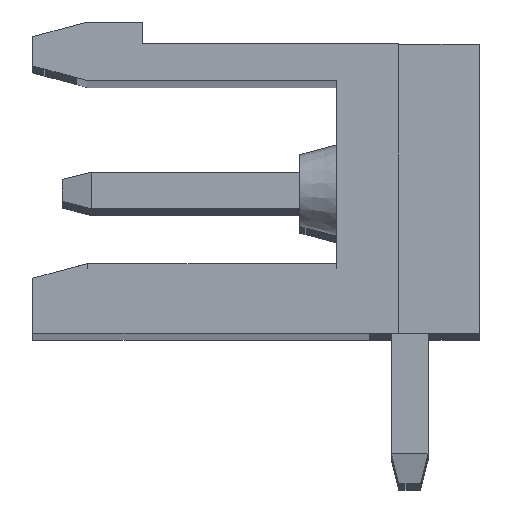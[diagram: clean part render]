
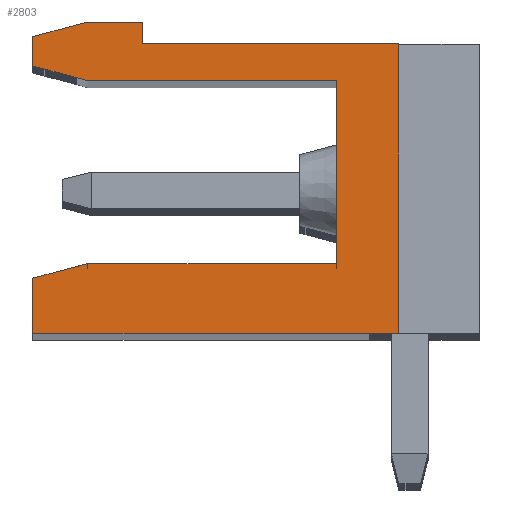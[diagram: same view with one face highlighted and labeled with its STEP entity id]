
A CAD part, top view. The second image highlights one B-rep face of the part: STEP entity #2803.
In plain terms, the highlighted planar face has unit normal (0, 0, 1).
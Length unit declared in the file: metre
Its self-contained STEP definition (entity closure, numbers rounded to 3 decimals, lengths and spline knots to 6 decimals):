
#2803=ADVANCED_FACE('',(#5972),#5973,.F.);
#5972=FACE_OUTER_BOUND('',#9510,.T.);
#5973=PLANE('',#9511);
#9510=EDGE_LOOP('',(#17602,#17603,#17604,#17605,#17606,#17607,#17608,#17609,#17610,#17611,#17612,#17613,#17614));
#9511=AXIS2_PLACEMENT_3D('',#17615,#17616,#17617);
#17602=ORIENTED_EDGE('',*,*,#23807,.T.);
#17603=ORIENTED_EDGE('',*,*,#23809,.T.);
#17604=ORIENTED_EDGE('',*,*,#23810,.T.);
#17605=ORIENTED_EDGE('',*,*,#23811,.T.);
#17606=ORIENTED_EDGE('',*,*,#23812,.T.);
#17607=ORIENTED_EDGE('',*,*,#23813,.T.);
#17608=ORIENTED_EDGE('',*,*,#23814,.T.);
#17609=ORIENTED_EDGE('',*,*,#23815,.F.);
#17610=ORIENTED_EDGE('',*,*,#23816,.F.);
#17611=ORIENTED_EDGE('',*,*,#23817,.F.);
#17612=ORIENTED_EDGE('',*,*,#23818,.F.);
#17613=ORIENTED_EDGE('',*,*,#23819,.F.);
#17614=ORIENTED_EDGE('',*,*,#23820,.T.);
#17615=CARTESIAN_POINT('',(-0.0037,0.0069,1.57824));
#17616=DIRECTION('',(0.0,0.0,-1.0));
#17617=DIRECTION('',(0.0,-1.0,0.0));
#23807=EDGE_CURVE('',#29191,#29266,#29268,.T.);
#23809=EDGE_CURVE('',#29266,#29270,#29271,.T.);
#23810=EDGE_CURVE('',#29270,#29272,#29273,.T.);
#23811=EDGE_CURVE('',#29272,#29274,#29275,.T.);
#23812=EDGE_CURVE('',#29274,#29276,#29277,.T.);
#23813=EDGE_CURVE('',#29276,#29278,#29279,.T.);
#23814=EDGE_CURVE('',#29278,#29280,#29281,.T.);
#23815=EDGE_CURVE('',#29282,#29280,#29283,.T.);
#23816=EDGE_CURVE('',#29284,#29282,#29285,.T.);
#23817=EDGE_CURVE('',#29286,#29284,#29287,.T.);
#23818=EDGE_CURVE('',#29288,#29286,#29289,.T.);
#23819=EDGE_CURVE('',#29290,#29288,#29291,.T.);
#23820=EDGE_CURVE('',#29290,#29191,#29292,.T.);
#29191=VERTEX_POINT('',#37125);
#29266=VERTEX_POINT('',#37242);
#29268=LINE('',#37245,#37246);
#29270=VERTEX_POINT('',#37248);
#29271=LINE('',#37249,#37250);
#29272=VERTEX_POINT('',#37251);
#29273=LINE('',#37252,#37253);
#29274=VERTEX_POINT('',#37254);
#29275=LINE('',#37255,#37256);
#29276=VERTEX_POINT('',#37257);
#29277=LINE('',#37258,#37259);
#29278=VERTEX_POINT('',#37260);
#29279=LINE('',#37261,#37262);
#29280=VERTEX_POINT('',#37263);
#29281=LINE('',#37264,#37265);
#29282=VERTEX_POINT('',#37266);
#29283=LINE('',#37267,#37268);
#29284=VERTEX_POINT('',#37269);
#29285=LINE('',#37270,#37271);
#29286=VERTEX_POINT('',#37272);
#29287=LINE('',#37273,#37274);
#29288=VERTEX_POINT('',#37275);
#29289=LINE('',#37276,#37277);
#29290=VERTEX_POINT('',#37278);
#29291=LINE('',#37279,#37280);
#29292=LINE('',#37281,#37282);
#37125=CARTESIAN_POINT('',(-0.012,0.,1.57824));
#37242=CARTESIAN_POINT('',(-0.002,0.,1.57824));
#37245=CARTESIAN_POINT('',(-0.012,0.,1.57824));
#37246=VECTOR('',#41373,1.0);
#37248=CARTESIAN_POINT('',(-0.002,0.0079,1.57824));
#37249=CARTESIAN_POINT('',(-0.002,0.0079,1.57824));
#37250=VECTOR('',#41374,1.0);
#37251=CARTESIAN_POINT('',(-0.009,0.0079,1.57824));
#37252=CARTESIAN_POINT('',(-0.0022,0.0079,1.57824));
#37253=VECTOR('',#41375,1.0);
#37254=CARTESIAN_POINT('',(-0.009,0.0085,1.57824));
#37255=CARTESIAN_POINT('',(-0.009,0.0081,1.57824));
#37256=VECTOR('',#41376,1.0);
#37257=CARTESIAN_POINT('',(-0.010507,0.0085,1.57824));
#37258=CARTESIAN_POINT('',(-0.009,0.0085,1.57824));
#37259=VECTOR('',#41377,1.0);
#37260=CARTESIAN_POINT('',(-0.012,0.0081,1.57824));
#37261=CARTESIAN_POINT('',(-0.010507,0.0085,1.57824));
#37262=VECTOR('',#41378,1.0);
#37263=CARTESIAN_POINT('',(-0.012,0.0073,1.57824));
#37264=CARTESIAN_POINT('',(-0.012,0.0082,1.57824));
#37265=VECTOR('',#41379,1.0);
#37266=CARTESIAN_POINT('',(-0.010507,0.0069,1.57824));
#37267=CARTESIAN_POINT('',(-0.012,0.0073,1.57824));
#37268=VECTOR('',#41380,1.0);
#37269=CARTESIAN_POINT('',(-0.0037,0.0069,1.57824));
#37270=CARTESIAN_POINT('',(-0.010507,0.0069,1.57824));
#37271=VECTOR('',#41381,1.0);
#37272=CARTESIAN_POINT('',(-0.0037,0.0019,1.57824));
#37273=CARTESIAN_POINT('',(-0.0037,0.0069,1.57824));
#37274=VECTOR('',#41382,1.0);
#37275=CARTESIAN_POINT('',(-0.0105,0.0019,1.57824));
#37276=CARTESIAN_POINT('',(-0.0037,0.0019,1.57824));
#37277=VECTOR('',#41383,1.0);
#37278=CARTESIAN_POINT('',(-0.012,0.001498,1.57824));
#37279=CARTESIAN_POINT('',(-0.0105,0.0019,1.57824));
#37280=VECTOR('',#41384,1.0);
#37281=CARTESIAN_POINT('',(-0.012,0.0082,1.57824));
#37282=VECTOR('',#41385,1.0);
#41373=DIRECTION('',(1.0,0.0,0.0));
#41374=DIRECTION('',(0.0,1.0,0.0));
#41375=DIRECTION('',(-1.0,0.0,0.0));
#41376=DIRECTION('',(0.,1.0,0.0));
#41377=DIRECTION('',(-1.0,0.0,0.0));
#41378=DIRECTION('',(-0.966,-0.259,0.0));
#41379=DIRECTION('',(0.0,-1.0,0.0));
#41380=DIRECTION('',(-0.966,0.259,0.0));
#41381=DIRECTION('',(-1.0,0.0,0.0));
#41382=DIRECTION('',(0.,1.0,0.0));
#41383=DIRECTION('',(1.0,0.0,0.0));
#41384=DIRECTION('',(0.966,0.259,0.0));
#41385=DIRECTION('',(0.0,-1.0,0.0));
